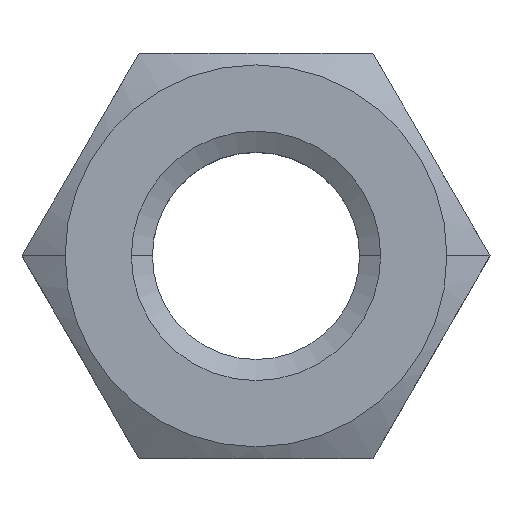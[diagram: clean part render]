
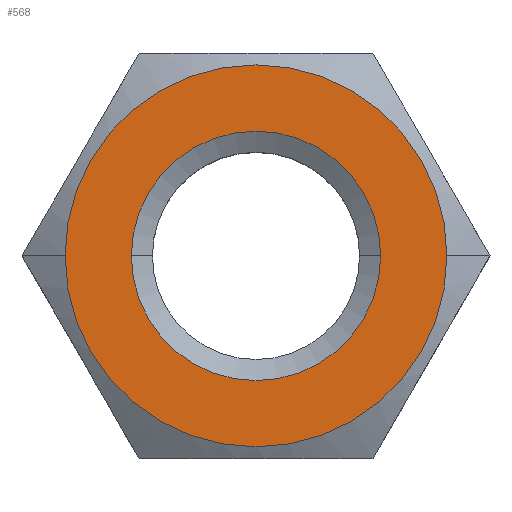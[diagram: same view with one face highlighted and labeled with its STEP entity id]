
A CAD part, top view. The second image highlights one B-rep face of the part: STEP entity #568.
In plain terms, the highlighted planar face has unit normal (0, 0, 1).
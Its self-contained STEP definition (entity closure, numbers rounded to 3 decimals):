
#2 = CARTESIAN_POINT ( 'NONE',  ( 0., -13., 0. ) ) ;
#30 = CARTESIAN_POINT ( 'NONE',  ( 6.125, 0., 0. ) ) ;
#66 = DIRECTION ( 'NONE',  ( 0., 0., -1. ) ) ;
#68 = DIRECTION ( 'NONE',  ( 0., 0., -1. ) ) ;
#70 = VERTEX_POINT ( 'NONE', #77 ) ;
#76 = VERTEX_POINT ( 'NONE', #30 ) ;
#77 = CARTESIAN_POINT ( 'NONE',  ( -4., 0., 0. ) ) ;
#88 = DIRECTION ( 'NONE',  ( 1., 0., 0. ) ) ;
#103 = CIRCLE ( 'NONE', #367, 6.125 ) ;
#114 = ORIENTED_EDGE ( 'NONE', *, *, #585, .T. ) ;
#140 = ORIENTED_EDGE ( 'NONE', *, *, #577, .F. ) ;
#155 = VERTEX_POINT ( 'NONE', #245 ) ;
#184 = FACE_BOUND ( 'NONE', #645, .T. ) ;
#208 = CIRCLE ( 'NONE', #358, 4. ) ;
#210 = EDGE_LOOP ( 'NONE', ( #454, #140 ) ) ;
#215 = CARTESIAN_POINT ( 'NONE',  ( 0., 0., 0. ) ) ;
#217 = CARTESIAN_POINT ( 'NONE',  ( 0., 0., 0. ) ) ;
#237 = CIRCLE ( 'NONE', #389, 4. ) ;
#245 = CARTESIAN_POINT ( 'NONE',  ( 4., 0., 0. ) ) ;
#258 = DIRECTION ( 'NONE',  ( -1., 0., 0. ) ) ;
#260 = DIRECTION ( 'NONE',  ( -1., 0., 0. ) ) ;
#297 = ORIENTED_EDGE ( 'NONE', *, *, #456, .T. ) ;
#338 = CARTESIAN_POINT ( 'NONE',  ( 0., 0., 0. ) ) ;
#344 = CARTESIAN_POINT ( 'NONE',  ( 0., 0., 0. ) ) ;
#349 = FACE_OUTER_BOUND ( 'NONE', #210, .T. ) ;
#358 = AXIS2_PLACEMENT_3D ( 'NONE', #217, #608, #260 ) ;
#365 = AXIS2_PLACEMENT_3D ( 'NONE', #2, #381, #88 ) ;
#367 = AXIS2_PLACEMENT_3D ( 'NONE', #215, #606, #258 ) ;
#380 = AXIS2_PLACEMENT_3D ( 'NONE', #344, #68, #418 ) ;
#381 = DIRECTION ( 'NONE',  ( 0., 0., -1. ) ) ;
#389 = AXIS2_PLACEMENT_3D ( 'NONE', #338, #66, #415 ) ;
#415 = DIRECTION ( 'NONE',  ( -1., 0., 0. ) ) ;
#418 = DIRECTION ( 'NONE',  ( -1., 0., 0. ) ) ;
#454 = ORIENTED_EDGE ( 'NONE', *, *, #477, .F. ) ;
#456 = EDGE_CURVE ( 'NONE', #70, #155, #237, .T. ) ;
#462 = CARTESIAN_POINT ( 'NONE',  ( -6.125, 0., 0. ) ) ;
#477 = EDGE_CURVE ( 'NONE', #595, #76, #512, .T. ) ;
#512 = CIRCLE ( 'NONE', #380, 6.125 ) ;
#568 = ADVANCED_FACE ( 'NONE', ( #184, #349 ), #604, .F. ) ;
#577 = EDGE_CURVE ( 'NONE', #76, #595, #103, .T. ) ;
#585 = EDGE_CURVE ( 'NONE', #155, #70, #208, .T. ) ;
#595 = VERTEX_POINT ( 'NONE', #462 ) ;
#604 = PLANE ( 'NONE',  #365 ) ;
#606 = DIRECTION ( 'NONE',  ( 0., 0., -1. ) ) ;
#608 = DIRECTION ( 'NONE',  ( 0., 0., -1. ) ) ;
#645 = EDGE_LOOP ( 'NONE', ( #114, #297 ) ) ;
